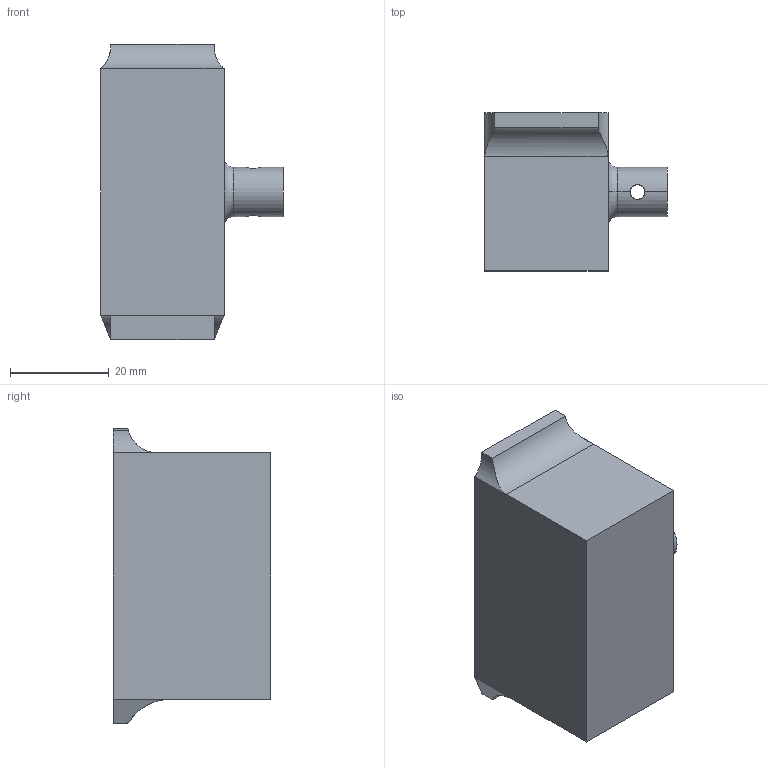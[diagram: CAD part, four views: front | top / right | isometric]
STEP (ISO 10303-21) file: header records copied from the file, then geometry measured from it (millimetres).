
FILE_DESCRIPTION (( 'STEP AP214' ), '1' );
FILE_NAME ('Rotate Servo Holder Latest.STEP', '2025-04-20T08:03:18', ( '' ), ( '' ), 'SwSTEP 2.0', 'SolidWorks 2022', '' );
FILE_SCHEMA (( 'AUTOMOTIVE_DESIGN' ));
Length unit declared in the file: millimetre
Products named in the file (1): Rotate Servo Holder Latest
Bounding box: 37 x 32 x 60 mm (x, y, z)
Volume: 12426.5 mm3; surface area: 11222.8 mm2
Topology: 1 solids, 1 shells, 35 faces, 90 edges, 54 vertices
Faces by surface type: plane 20, cylinder 13, torus 2
Entity records: 1308 total; most frequent: CARTESIAN_POINT 430, ORIENTED_EDGE 180, DIRECTION 168, EDGE_CURVE 90, VECTOR 60, LINE 60, VERTEX_POINT 54, AXIS2_PLACEMENT_3D 54
